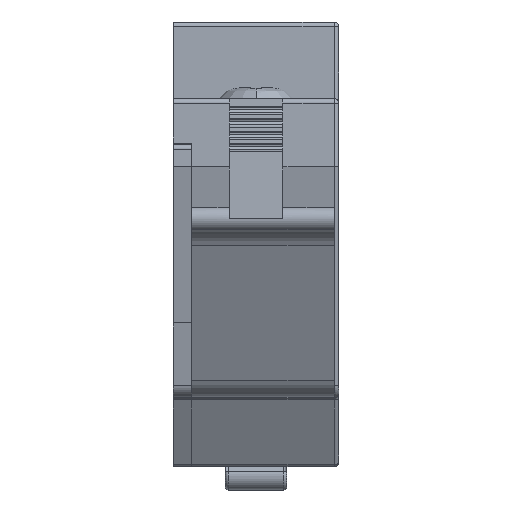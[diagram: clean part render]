
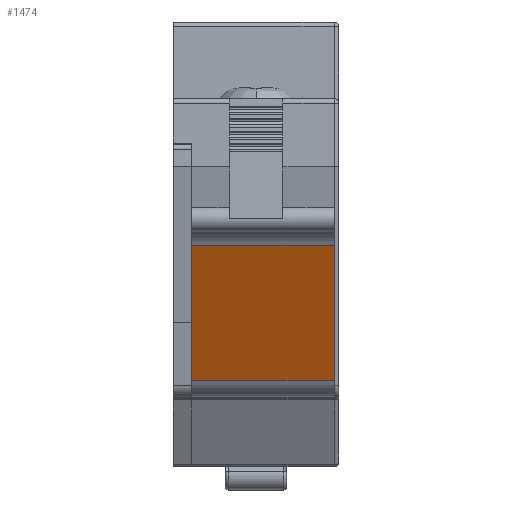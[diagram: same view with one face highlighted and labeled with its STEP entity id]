
A CAD part, left-side view. The second image highlights one B-rep face of the part: STEP entity #1474.
In plain terms, the highlighted planar face has unit normal (-0.901, 0, -0.434).
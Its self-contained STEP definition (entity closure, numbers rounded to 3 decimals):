
#1474=ADVANCED_FACE('',(#2248),#1925,.T.);
#1925=PLANE('',#13093);
#2248=FACE_OUTER_BOUND('',#2798,.T.);
#2798=EDGE_LOOP('',(#4584,#4585,#4586,#4587));
#4584=ORIENTED_EDGE('',*,*,#8831,.T.);
#4585=ORIENTED_EDGE('',*,*,#8671,.F.);
#4586=ORIENTED_EDGE('',*,*,#8832,.T.);
#4587=ORIENTED_EDGE('',*,*,#8833,.T.);
#6962=VERTEX_POINT('',#19648);
#6963=VERTEX_POINT('',#19650);
#7087=VERTEX_POINT('',#19984);
#7088=VERTEX_POINT('',#19986);
#8671=EDGE_CURVE('',#6962,#6963,#10449,.T.);
#8831=EDGE_CURVE('',#7087,#6963,#10576,.T.);
#8832=EDGE_CURVE('',#6962,#7088,#10577,.T.);
#8833=EDGE_CURVE('',#7088,#7087,#10578,.T.);
#10449=LINE('',#19649,#11817);
#10576=LINE('',#19983,#11944);
#10577=LINE('',#19985,#11945);
#10578=LINE('',#19987,#11946);
#11817=VECTOR('',#15237,1.);
#11944=VECTOR('',#15482,1.);
#11945=VECTOR('',#15483,1.);
#11946=VECTOR('',#15484,1.);
#13093=AXIS2_PLACEMENT_3D('',#19988,#15485,#15486);
#15237=DIRECTION('',(-0.434,0.,0.901));
#15482=DIRECTION('',(0.,1.,0.));
#15483=DIRECTION('',(0.,-1.,0.));
#15484=DIRECTION('',(-0.434,0.,0.901));
#15485=DIRECTION('',(-0.901,0.,-0.434));
#15486=DIRECTION('',(-0.434,0.,0.901));
#19648=CARTESIAN_POINT('',(-17.223,21.6,-22.169));
#19649=CARTESIAN_POINT('',(-17.223,21.6,-22.169));
#19650=CARTESIAN_POINT('',(-21.463,21.6,-13.375));
#19983=CARTESIAN_POINT('',(-21.463,12.3,-13.375));
#19984=CARTESIAN_POINT('',(-21.463,12.3,-13.375));
#19985=CARTESIAN_POINT('',(-17.223,21.6,-22.169));
#19986=CARTESIAN_POINT('',(-17.223,12.3,-22.169));
#19987=CARTESIAN_POINT('',(-17.223,12.3,-22.169));
#19988=CARTESIAN_POINT('',(-16.677,21.6,-23.3));
